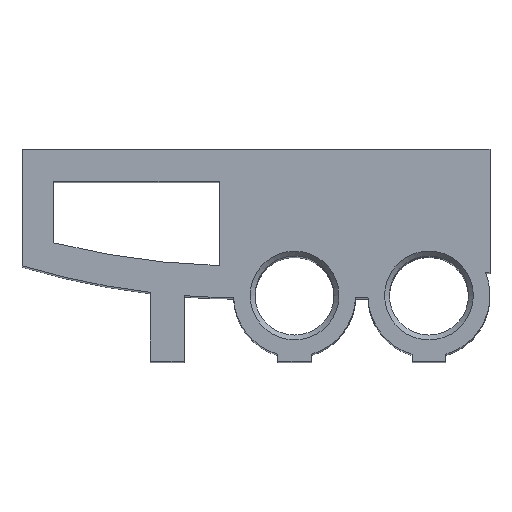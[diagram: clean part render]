
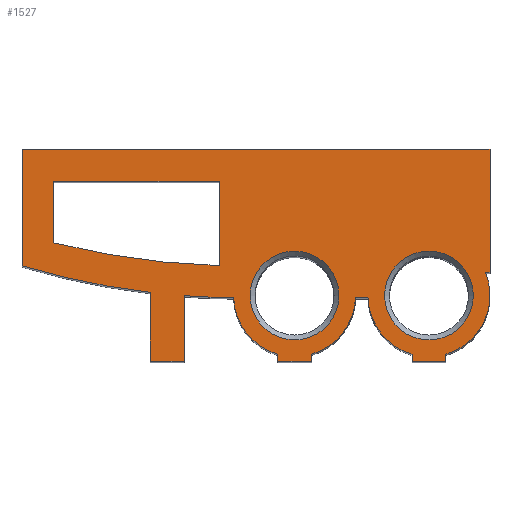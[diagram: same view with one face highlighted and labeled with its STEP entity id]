
A CAD part, top view. The second image highlights one B-rep face of the part: STEP entity #1527.
In plain terms, the highlighted planar face has unit normal (0, 0, 1).
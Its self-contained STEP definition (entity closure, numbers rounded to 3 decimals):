
#51=PLANE('',#1699);
#66=LINE('',#2597,#128);
#71=LINE('',#2611,#133);
#74=LINE('',#2617,#136);
#77=LINE('',#2623,#139);
#82=LINE('',#2641,#144);
#85=LINE('',#2647,#147);
#87=LINE('',#2650,#149);
#88=LINE('',#2653,#150);
#91=LINE('',#2659,#153);
#94=LINE('',#2665,#156);
#97=LINE('',#2671,#159);
#101=LINE('',#2683,#163);
#104=LINE('',#2697,#166);
#107=LINE('',#2704,#169);
#111=LINE('',#2712,#173);
#114=LINE('',#2718,#176);
#116=LINE('',#2762,#178);
#128=VECTOR('',#1896,1000.);
#133=VECTOR('',#1909,1000.);
#136=VECTOR('',#1914,1000.);
#139=VECTOR('',#1919,1000.);
#144=VECTOR('',#1938,1000.);
#147=VECTOR('',#1943,1000.);
#149=VECTOR('',#1947,1000.);
#150=VECTOR('',#1952,1000.);
#153=VECTOR('',#1957,1000.);
#156=VECTOR('',#1962,1000.);
#159=VECTOR('',#1967,1000.);
#163=VECTOR('',#1979,1000.);
#166=VECTOR('',#1992,1000.);
#169=VECTOR('',#1997,1000.);
#173=VECTOR('',#2003,1000.);
#176=VECTOR('',#2008,1000.);
#178=VECTOR('',#2056,1000.);
#412=ORIENTED_EDGE('',*,*,#741,.T.);
#413=ORIENTED_EDGE('',*,*,#742,.T.);
#414=ORIENTED_EDGE('',*,*,#710,.F.);
#415=ORIENTED_EDGE('',*,*,#714,.F.);
#416=ORIENTED_EDGE('',*,*,#717,.F.);
#417=ORIENTED_EDGE('',*,*,#719,.F.);
#418=ORIENTED_EDGE('',*,*,#656,.T.);
#419=ORIENTED_EDGE('',*,*,#660,.T.);
#420=ORIENTED_EDGE('',*,*,#663,.T.);
#421=ORIENTED_EDGE('',*,*,#666,.T.);
#422=ORIENTED_EDGE('',*,*,#669,.T.);
#423=ORIENTED_EDGE('',*,*,#672,.T.);
#424=ORIENTED_EDGE('',*,*,#675,.T.);
#425=ORIENTED_EDGE('',*,*,#678,.T.);
#426=ORIENTED_EDGE('',*,*,#681,.T.);
#427=ORIENTED_EDGE('',*,*,#683,.T.);
#428=ORIENTED_EDGE('',*,*,#636,.T.);
#429=ORIENTED_EDGE('',*,*,#685,.T.);
#430=ORIENTED_EDGE('',*,*,#648,.T.);
#431=ORIENTED_EDGE('',*,*,#688,.T.);
#432=ORIENTED_EDGE('',*,*,#691,.T.);
#433=ORIENTED_EDGE('',*,*,#694,.T.);
#434=ORIENTED_EDGE('',*,*,#697,.T.);
#435=ORIENTED_EDGE('',*,*,#700,.T.);
#436=ORIENTED_EDGE('',*,*,#707,.T.);
#437=ORIENTED_EDGE('',*,*,#740,.T.);
#636=EDGE_CURVE('',#815,#814,#954,.T.);
#648=EDGE_CURVE('',#827,#826,#957,.T.);
#656=EDGE_CURVE('',#831,#830,#66,.T.);
#660=EDGE_CURVE('',#830,#833,#962,.T.);
#663=EDGE_CURVE('',#833,#835,#71,.T.);
#666=EDGE_CURVE('',#835,#837,#74,.T.);
#669=EDGE_CURVE('',#837,#839,#77,.T.);
#672=EDGE_CURVE('',#839,#841,#964,.T.);
#675=EDGE_CURVE('',#841,#843,#966,.T.);
#678=EDGE_CURVE('',#843,#845,#82,.T.);
#681=EDGE_CURVE('',#845,#847,#85,.T.);
#683=EDGE_CURVE('',#847,#815,#87,.T.);
#685=EDGE_CURVE('',#814,#827,#88,.T.);
#688=EDGE_CURVE('',#826,#849,#91,.T.);
#691=EDGE_CURVE('',#849,#851,#94,.T.);
#694=EDGE_CURVE('',#851,#853,#97,.T.);
#697=EDGE_CURVE('',#853,#855,#969,.T.);
#700=EDGE_CURVE('',#855,#857,#101,.T.);
#707=EDGE_CURVE('',#857,#863,#104,.T.);
#710=EDGE_CURVE('',#866,#867,#107,.T.);
#714=EDGE_CURVE('',#869,#866,#111,.T.);
#717=EDGE_CURVE('',#871,#869,#114,.T.);
#719=EDGE_CURVE('',#867,#871,#975,.T.);
#740=EDGE_CURVE('',#863,#831,#116,.T.);
#741=EDGE_CURVE('',#891,#891,#995,.T.);
#742=EDGE_CURVE('',#892,#892,#996,.T.);
#814=VERTEX_POINT('',#2514);
#815=VERTEX_POINT('',#2516);
#826=VERTEX_POINT('',#2581);
#827=VERTEX_POINT('',#2583);
#830=VERTEX_POINT('',#2596);
#831=VERTEX_POINT('',#2598);
#833=VERTEX_POINT('',#2604);
#835=VERTEX_POINT('',#2610);
#837=VERTEX_POINT('',#2616);
#839=VERTEX_POINT('',#2622);
#841=VERTEX_POINT('',#2628);
#843=VERTEX_POINT('',#2634);
#845=VERTEX_POINT('',#2640);
#847=VERTEX_POINT('',#2646);
#849=VERTEX_POINT('',#2658);
#851=VERTEX_POINT('',#2664);
#853=VERTEX_POINT('',#2670);
#855=VERTEX_POINT('',#2676);
#857=VERTEX_POINT('',#2682);
#863=VERTEX_POINT('',#2696);
#866=VERTEX_POINT('',#2703);
#867=VERTEX_POINT('',#2705);
#869=VERTEX_POINT('',#2711);
#871=VERTEX_POINT('',#2717);
#891=VERTEX_POINT('',#2765);
#892=VERTEX_POINT('',#2767);
#954=CIRCLE('',#1633,14.4);
#957=CIRCLE('',#1637,14.4);
#962=CIRCLE('',#1646,180.);
#964=CIRCLE('',#1652,180.);
#966=CIRCLE('',#1655,14.4);
#969=CIRCLE('',#1666,14.4);
#975=CIRCLE('',#1678,180.);
#995=CIRCLE('',#1700,10.478);
#996=CIRCLE('',#1701,10.478);
#1110=EDGE_LOOP('',(#412));
#1111=EDGE_LOOP('',(#413));
#1112=EDGE_LOOP('',(#414,#415,#416,#417));
#1113=EDGE_LOOP('',(#418,#419,#420,#421,#422,#423,#424,#425,#426,#427,#428,
#429,#430,#431,#432,#433,#434,#435,#436,#437));
#1310=FACE_BOUND('',#1110,.T.);
#1311=FACE_BOUND('',#1111,.T.);
#1312=FACE_BOUND('',#1112,.T.);
#1313=FACE_BOUND('',#1113,.T.);
#1527=ADVANCED_FACE('',(#1310,#1311,#1312,#1313),#51,.T.);
#1633=AXIS2_PLACEMENT_3D('',#2515,#1864,#1865);
#1637=AXIS2_PLACEMENT_3D('',#2582,#1878,#1879);
#1646=AXIS2_PLACEMENT_3D('',#2605,#1903,#1904);
#1652=AXIS2_PLACEMENT_3D('',#2629,#1925,#1926);
#1655=AXIS2_PLACEMENT_3D('',#2635,#1932,#1933);
#1666=AXIS2_PLACEMENT_3D('',#2677,#1973,#1974);
#1678=AXIS2_PLACEMENT_3D('',#2721,#2013,#2014);
#1699=AXIS2_PLACEMENT_3D('',#2763,#2057,#2058);
#1700=AXIS2_PLACEMENT_3D('',#2764,#2059,#2060);
#1701=AXIS2_PLACEMENT_3D('',#2766,#2061,#2062);
#1864=DIRECTION('',(0.,0.,1.));
#1865=DIRECTION('',(1.,0.,0.));
#1878=DIRECTION('',(0.,0.,1.));
#1879=DIRECTION('',(1.,0.,0.));
#1896=DIRECTION('',(0.,-1.,0.));
#1903=DIRECTION('',(0.,0.,1.));
#1904=DIRECTION('',(1.,0.,0.));
#1909=DIRECTION('',(0.,-1.,0.));
#1914=DIRECTION('',(1.,0.,0.));
#1919=DIRECTION('',(0.,1.,0.));
#1925=DIRECTION('',(0.,0.,1.));
#1926=DIRECTION('',(1.,0.,0.));
#1932=DIRECTION('',(0.,0.,1.));
#1933=DIRECTION('',(1.,0.,0.));
#1938=DIRECTION('',(0.,-1.,0.));
#1943=DIRECTION('',(1.,0.,0.));
#1947=DIRECTION('',(0.,1.,0.));
#1952=DIRECTION('',(1.,0.,0.));
#1957=DIRECTION('',(0.,-1.,0.));
#1962=DIRECTION('',(1.,0.,0.));
#1967=DIRECTION('',(0.,1.,0.));
#1973=DIRECTION('',(0.,0.,1.));
#1974=DIRECTION('',(1.,0.,0.));
#1979=DIRECTION('',(1.,0.,0.));
#1992=DIRECTION('',(0.,1.,0.));
#1997=DIRECTION('',(0.,-1.,0.));
#2003=DIRECTION('',(-1.,0.,0.));
#2008=DIRECTION('',(0.,1.,0.));
#2013=DIRECTION('',(0.,0.,1.));
#2014=DIRECTION('',(1.,0.,0.));
#2056=DIRECTION('',(-1.,0.,0.));
#2057=DIRECTION('',(0.,0.,1.));
#2058=DIRECTION('',(1.,0.,0.));
#2059=DIRECTION('',(0.,0.,-1.));
#2060=DIRECTION('',(-1.,0.,0.));
#2061=DIRECTION('',(0.,0.,-1.));
#2062=DIRECTION('',(-1.,0.,0.));
#2514=CARTESIAN_POINT('',(78.691,15.,197.));
#2515=CARTESIAN_POINT('',(64.3,15.5,197.));
#2516=CARTESIAN_POINT('',(68.3,1.667,197.));
#2581=CARTESIAN_POINT('',(92.,1.667,197.));
#2582=CARTESIAN_POINT('',(96.,15.5,197.));
#2583=CARTESIAN_POINT('',(81.609,15.,197.));
#2596=CARTESIAN_POINT('',(0.,22.5,197.));
#2597=CARTESIAN_POINT('',(0.,50.,197.));
#2598=CARTESIAN_POINT('',(0.,50.,197.));
#2604=CARTESIAN_POINT('',(30.3,16.239,197.));
#2605=CARTESIAN_POINT('',(51.439,194.993,197.));
#2610=CARTESIAN_POINT('',(30.3,0.,197.));
#2611=CARTESIAN_POINT('',(30.3,16.239,197.));
#2616=CARTESIAN_POINT('',(38.3,0.,197.));
#2617=CARTESIAN_POINT('',(30.3,0.,197.));
#2622=CARTESIAN_POINT('',(38.3,15.474,197.));
#2623=CARTESIAN_POINT('',(38.3,0.,197.));
#2628=CARTESIAN_POINT('',(49.909,15.,197.));
#2629=CARTESIAN_POINT('',(51.439,194.993,197.));
#2634=CARTESIAN_POINT('',(60.3,1.667,197.));
#2635=CARTESIAN_POINT('',(64.3,15.5,197.));
#2640=CARTESIAN_POINT('',(60.3,0.,197.));
#2641=CARTESIAN_POINT('',(60.3,1.667,197.));
#2646=CARTESIAN_POINT('',(68.3,0.,197.));
#2647=CARTESIAN_POINT('',(60.3,0.,197.));
#2650=CARTESIAN_POINT('',(68.3,0.,197.));
#2653=CARTESIAN_POINT('',(78.691,15.,197.));
#2658=CARTESIAN_POINT('',(92.,0.,197.));
#2659=CARTESIAN_POINT('',(92.,1.667,197.));
#2664=CARTESIAN_POINT('',(100.,0.,197.));
#2665=CARTESIAN_POINT('',(92.,0.,197.));
#2670=CARTESIAN_POINT('',(100.,1.667,197.));
#2671=CARTESIAN_POINT('',(100.,0.,197.));
#2676=CARTESIAN_POINT('',(109.308,21.,197.));
#2677=CARTESIAN_POINT('',(96.,15.5,197.));
#2682=CARTESIAN_POINT('',(110.4,21.,197.));
#2683=CARTESIAN_POINT('',(109.308,21.,197.));
#2696=CARTESIAN_POINT('',(110.4,50.,197.));
#2697=CARTESIAN_POINT('',(110.4,21.,197.));
#2703=CARTESIAN_POINT('',(7.5,42.5,197.));
#2704=CARTESIAN_POINT('',(7.5,42.5,197.));
#2705=CARTESIAN_POINT('',(7.5,27.94,197.));
#2711=CARTESIAN_POINT('',(46.5,42.5,197.));
#2712=CARTESIAN_POINT('',(46.5,42.5,197.));
#2717=CARTESIAN_POINT('',(46.5,22.567,197.));
#2718=CARTESIAN_POINT('',(46.5,22.567,197.));
#2721=CARTESIAN_POINT('',(51.418,202.5,197.));
#2762=CARTESIAN_POINT('',(110.4,50.,197.));
#2763=CARTESIAN_POINT('',(51.439,194.993,197.));
#2764=CARTESIAN_POINT('',(64.3,15.5,197.));
#2765=CARTESIAN_POINT('',(53.823,15.5,197.));
#2766=CARTESIAN_POINT('',(96.,15.5,197.));
#2767=CARTESIAN_POINT('',(85.523,15.5,197.));
